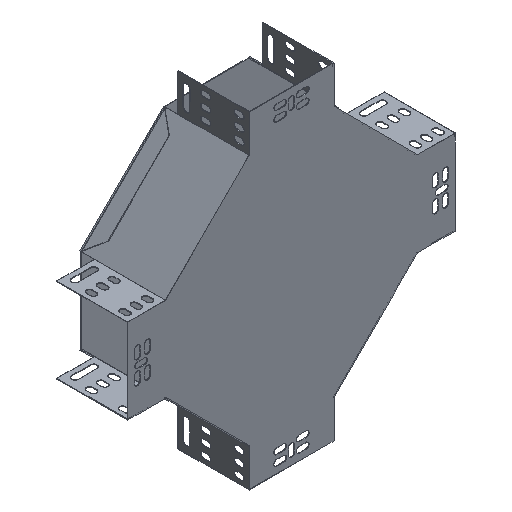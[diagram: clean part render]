
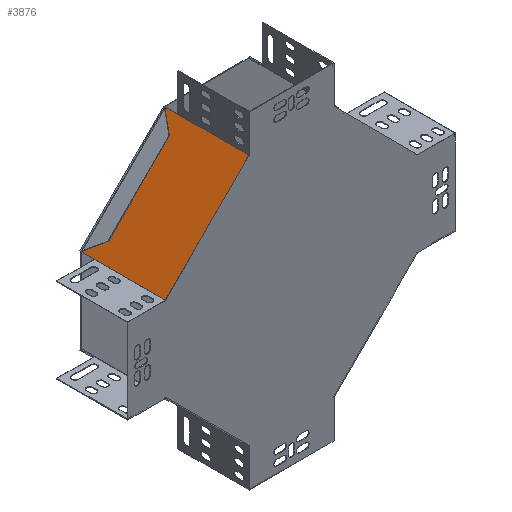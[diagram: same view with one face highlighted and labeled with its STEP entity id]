
A CAD part, isometric view. The second image highlights one B-rep face of the part: STEP entity #3876.
In plain terms, the highlighted planar face has unit normal (-0.707, 0, 0.707).
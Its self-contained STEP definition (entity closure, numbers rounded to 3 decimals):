
#24 = EDGE_CURVE ( 'NONE', #4490, #12501, #1303, .T. ) ;
#44 = EDGE_CURVE ( 'NONE', #2176, #5630, #13176, .T. ) ;
#66 = EDGE_CURVE ( 'NONE', #12014, #9997, #13013, .T. ) ;
#532 = VECTOR ( 'NONE', #2486, 1000. ) ;
#775 = CARTESIAN_POINT ( 'NONE',  ( -142.336, 189.164, 55.05 ) ) ;
#938 = DIRECTION ( 'NONE',  ( 0., -1., 0. ) ) ;
#1195 = CARTESIAN_POINT ( 'NONE',  ( -42.336, 189.164, 155.05 ) ) ;
#1303 = LINE ( 'NONE', #775, #532 ) ;
#2176 = VERTEX_POINT ( 'NONE', #4343 ) ;
#2251 = VECTOR ( 'NONE', #938, 1000. ) ;
#2270 = LINE ( 'NONE', #11401, #2251 ) ;
#2486 = DIRECTION ( 'NONE',  ( -0.707, 0., -0.707 ) ) ;
#2520 = LINE ( 'NONE', #7278, #2554 ) ;
#2554 = VECTOR ( 'NONE', #13230, 1000. ) ;
#3143 = EDGE_LOOP ( 'NONE', ( #6722, #6771, #7443, #7628, #8314, #8466 ) ) ;
#3645 = DIRECTION ( 'NONE',  ( 0., 1., 0. ) ) ;
#3876 = ADVANCED_FACE ( 'NONE', ( #10848 ), #11520, .F. ) ;
#4093 = CARTESIAN_POINT ( 'NONE',  ( -42.336, 174.164, 155.05 ) ) ;
#4196 = CARTESIAN_POINT ( 'NONE',  ( -41.536, 89.164, 155.85 ) ) ;
#4343 = CARTESIAN_POINT ( 'NONE',  ( -142.336, 174.164, 55.05 ) ) ;
#4403 = CARTESIAN_POINT ( 'NONE',  ( -142.336, 189.164, 55.05 ) ) ;
#4490 = VERTEX_POINT ( 'NONE', #1195 ) ;
#5312 = DIRECTION ( 'NONE',  ( -0.707, 0., -0.707 ) ) ;
#5630 = VERTEX_POINT ( 'NONE', #8691 ) ;
#6063 = EDGE_CURVE ( 'NONE', #12014, #5630, #10657, .T. ) ;
#6722 = ORIENTED_EDGE ( 'NONE', *, *, #13350, .T. ) ;
#6771 = ORIENTED_EDGE ( 'NONE', *, *, #44, .T. ) ;
#7278 = CARTESIAN_POINT ( 'NONE',  ( -42.336, 89.964, 155.05 ) ) ;
#7443 = ORIENTED_EDGE ( 'NONE', *, *, #6063, .F. ) ;
#7628 = ORIENTED_EDGE ( 'NONE', *, *, #66, .T. ) ;
#8031 = DIRECTION ( 'NONE',  ( 0., -1., 0. ) ) ;
#8314 = ORIENTED_EDGE ( 'NONE', *, *, #13218, .T. ) ;
#8466 = ORIENTED_EDGE ( 'NONE', *, *, #24, .T. ) ;
#8554 = DIRECTION ( 'NONE',  ( 0.707, 0., -0.707 ) ) ;
#8691 = CARTESIAN_POINT ( 'NONE',  ( -142.336, 89.164, 55.05 ) ) ;
#9537 = DIRECTION ( 'NONE',  ( -0.707, 0., -0.707 ) ) ;
#9682 = AXIS2_PLACEMENT_3D ( 'NONE', #10549, #8554, #5312 ) ;
#9997 = VERTEX_POINT ( 'NONE', #4093 ) ;
#10095 = CARTESIAN_POINT ( 'NONE',  ( -42.336, 89.164, 155.05 ) ) ;
#10472 = VECTOR ( 'NONE', #9537, 1000. ) ;
#10549 = CARTESIAN_POINT ( 'NONE',  ( -142.336, 89.964, 55.05 ) ) ;
#10657 = LINE ( 'NONE', #4196, #10472 ) ;
#10848 = FACE_OUTER_BOUND ( 'NONE', #3143, .T. ) ;
#10965 = CARTESIAN_POINT ( 'NONE',  ( -42.336, 89.964, 155.05 ) ) ;
#11401 = CARTESIAN_POINT ( 'NONE',  ( -142.336, 89.964, 55.05 ) ) ;
#11520 = PLANE ( 'NONE',  #9682 ) ;
#11937 = CARTESIAN_POINT ( 'NONE',  ( -142.336, 174.164, 55.05 ) ) ;
#12014 = VERTEX_POINT ( 'NONE', #10095 ) ;
#12501 = VERTEX_POINT ( 'NONE', #4403 ) ;
#12865 = VECTOR ( 'NONE', #3645, 1000. ) ;
#13013 = LINE ( 'NONE', #10965, #12865 ) ;
#13046 = VECTOR ( 'NONE', #8031, 1000. ) ;
#13176 = LINE ( 'NONE', #11937, #13046 ) ;
#13218 = EDGE_CURVE ( 'NONE', #9997, #4490, #2520, .T. ) ;
#13230 = DIRECTION ( 'NONE',  ( 0., 1., 0. ) ) ;
#13350 = EDGE_CURVE ( 'NONE', #12501, #2176, #2270, .T. ) ;
